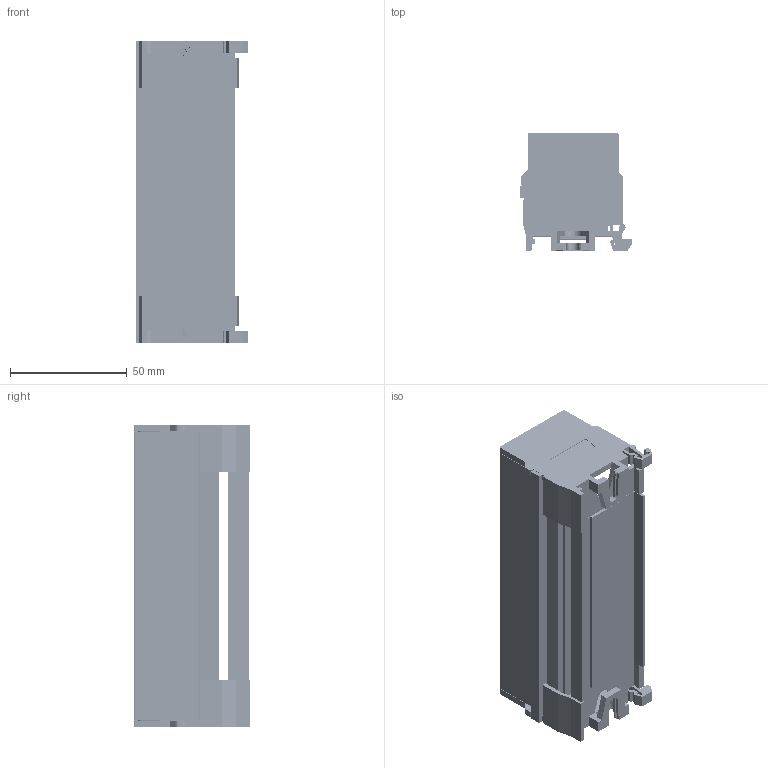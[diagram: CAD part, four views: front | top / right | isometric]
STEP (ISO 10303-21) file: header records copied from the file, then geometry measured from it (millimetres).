
FILE_DESCRIPTION(/* description */ (''),/* implementation_level */ '2;1');
FILE_NAME(/* name */ '3d_ACB2P100G15.stp',/* time_stamp */ '2023-10-31T17:31:50+01:00',/* author */ ('FUMAGALLI'),/* organization */ (''),/* preprocessor_version */ 'ST-DEVELOPER v16.1',/* originating_system */ 'Autodesk Inventor 2016',/* authorisation */ '');
FILE_SCHEMA (('AUTOMOTIVE_DESIGN { 1 0 10303 214 3 1 1 }'));
Products named in the file (1): 3d_ACB2P100G15
Bounding box: 48 x 50 x 129.5 mm (x, y, z)
Volume: 68193.2 mm3; surface area: 84556 mm2
Topology: 38 solids, 38 shells, 1467 faces, 4078 edges, 2683 vertices
Faces by surface type: plane 1101, cylinder 216, bspline 60, cone 60, torus 30
Full cylindrical faces by diameter (mm): 4.3 x30, 4.5 x12, 5.5 x18, 6.5 x30, 8.5 x4
Entity records: 144917 total; most frequent: CARTESIAN_POINT 108453, ORIENTED_EDGE 7656, DIRECTION 6900, EDGE_CURVE 3828, LINE 2912, VECTOR 2912, VERTEX_POINT 2617, AXIS2_PLACEMENT_3D 1994
